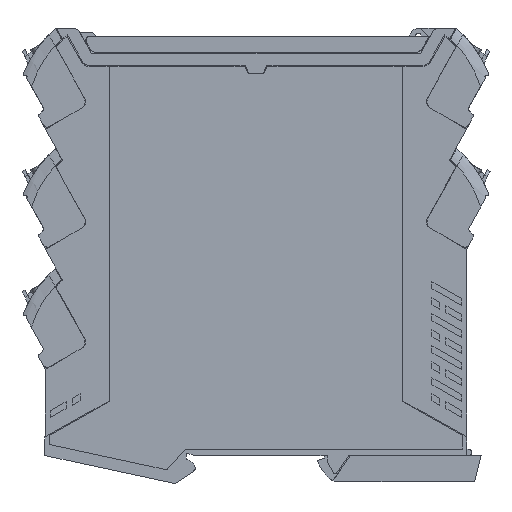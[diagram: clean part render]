
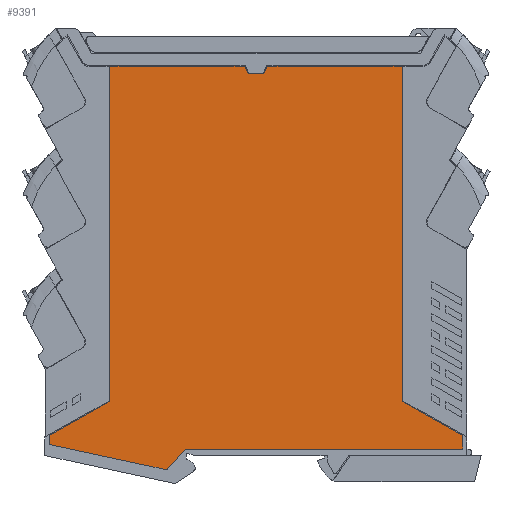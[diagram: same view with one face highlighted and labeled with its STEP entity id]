
A CAD part, left-side view. The second image highlights one B-rep face of the part: STEP entity #9391.
In plain terms, the highlighted planar face has unit normal (-1, 0, 0).
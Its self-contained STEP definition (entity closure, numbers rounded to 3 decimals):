
#9321=AXIS2_PLACEMENT_3D('Plane Axis2P3D',#9318,#9319,#9320) ;
#5655=CARTESIAN_POINT('Line Origine',(0.,41.552,8.624)) ;
#5659=CARTESIAN_POINT('Vertex',(0.,76.332,8.624)) ;
#5661=CARTESIAN_POINT('Vertex',(0.,71.38,8.624)) ;
#5673=CARTESIAN_POINT('Vertex',(0.,6.773,8.624)) ;
#5676=CARTESIAN_POINT('Line Origine',(0.,41.552,8.624)) ;
#5699=CARTESIAN_POINT('Vertex',(0.,6.773,12.04)) ;
#5702=CARTESIAN_POINT('Line Origine',(0.,6.773,10.332)) ;
#5724=CARTESIAN_POINT('Vertex',(0.,22.005,20.571)) ;
#5727=CARTESIAN_POINT('Line Origine',(0.,14.389,16.305)) ;
#5749=CARTESIAN_POINT('Vertex',(0.,22.005,104.524)) ;
#5752=CARTESIAN_POINT('Line Origine',(0.,22.005,62.547)) ;
#5769=CARTESIAN_POINT('Vertex',(0.,55.774,104.524)) ;
#5772=CARTESIAN_POINT('Line Origine',(0.,54.024,104.524)) ;
#5776=CARTESIAN_POINT('Vertex',(0.,52.274,104.524)) ;
#5779=CARTESIAN_POINT('Line Origine',(0.,37.14,104.524)) ;
#5802=CARTESIAN_POINT('Vertex',(0.,56.66,102.624)) ;
#5805=CARTESIAN_POINT('Line Origine',(0.,56.217,103.574)) ;
#5827=CARTESIAN_POINT('Vertex',(0.,60.55,102.624)) ;
#5830=CARTESIAN_POINT('Line Origine',(0.,58.605,102.624)) ;
#5852=CARTESIAN_POINT('Vertex',(0.,61.436,104.524)) ;
#5855=CARTESIAN_POINT('Line Origine',(0.,60.993,103.574)) ;
#5868=CARTESIAN_POINT('Line Origine',(0.,63.186,104.524)) ;
#5872=CARTESIAN_POINT('Vertex',(0.,64.936,104.524)) ;
#5879=CARTESIAN_POINT('Vertex',(0.,95.205,104.524)) ;
#5882=CARTESIAN_POINT('Line Origine',(0.,80.07,104.524)) ;
#5905=CARTESIAN_POINT('Vertex',(0.,95.205,20.571)) ;
#5908=CARTESIAN_POINT('Line Origine',(0.,95.205,38.563)) ;
#5912=CARTESIAN_POINT('Vertex',(0.,95.205,56.555)) ;
#5915=CARTESIAN_POINT('Line Origine',(0.,95.205,80.54)) ;
#9318=CARTESIAN_POINT('Axis2P3D Location',(0.,58.605,7.024)) ;
#9324=CARTESIAN_POINT('Control Point',(0.,95.205,20.571)) ;
#9325=CARTESIAN_POINT('Control Point',(0.,100.282,17.727)) ;
#9326=CARTESIAN_POINT('Control Point',(0.,105.36,14.884)) ;
#9327=CARTESIAN_POINT('Control Point',(0.,110.437,12.04)) ;
#9328=CARTESIAN_POINT('Vertex',(0.,110.437,12.04)) ;
#9332=CARTESIAN_POINT('Control Point',(0.,110.437,12.04)) ;
#9333=CARTESIAN_POINT('Control Point',(0.,110.437,11.284)) ;
#9334=CARTESIAN_POINT('Control Point',(0.,110.437,10.528)) ;
#9335=CARTESIAN_POINT('Control Point',(0.,110.437,9.771)) ;
#9336=CARTESIAN_POINT('Vertex',(0.,110.437,9.771)) ;
#9340=CARTESIAN_POINT('Control Point',(0.,110.437,9.771)) ;
#9341=CARTESIAN_POINT('Control Point',(0.,100.586,7.652)) ;
#9342=CARTESIAN_POINT('Control Point',(0.,90.735,5.532)) ;
#9343=CARTESIAN_POINT('Control Point',(0.,80.884,3.413)) ;
#9344=CARTESIAN_POINT('Vertex',(0.,80.884,3.413)) ;
#9348=CARTESIAN_POINT('Control Point',(0.,80.884,3.413)) ;
#9349=CARTESIAN_POINT('Control Point',(0.,79.526,4.968)) ;
#9350=CARTESIAN_POINT('Control Point',(0.,78.168,6.522)) ;
#9351=CARTESIAN_POINT('Control Point',(0.,76.81,8.077)) ;
#9352=CARTESIAN_POINT('Vertex',(0.,76.81,8.077)) ;
#9356=CARTESIAN_POINT('Control Point',(0.,76.81,8.077)) ;
#9357=CARTESIAN_POINT('Control Point',(0.,76.808,8.079)) ;
#9358=CARTESIAN_POINT('Control Point',(0.,76.807,8.08)) ;
#9359=CARTESIAN_POINT('Control Point',(0.,76.805,8.082)) ;
#9360=CARTESIAN_POINT('Vertex',(0.,76.805,8.082)) ;
#9364=CARTESIAN_POINT('Control Point',(0.,76.805,8.082)) ;
#9365=CARTESIAN_POINT('Control Point',(0.,76.647,8.263)) ;
#9366=CARTESIAN_POINT('Control Point',(0.,76.49,8.443)) ;
#9367=CARTESIAN_POINT('Control Point',(0.,76.332,8.624)) ;
#5656=DIRECTION('Vector Direction',(0.,1.,0.)) ;
#5677=DIRECTION('Vector Direction',(0.,1.,0.)) ;
#5703=DIRECTION('Vector Direction',(0.,0.,1.)) ;
#5728=DIRECTION('Vector Direction',(0.,0.872,0.489)) ;
#5753=DIRECTION('Vector Direction',(0.,0.,1.)) ;
#5773=DIRECTION('Vector Direction',(0.,1.,0.)) ;
#5780=DIRECTION('Vector Direction',(0.,1.,0.)) ;
#5806=DIRECTION('Vector Direction',(0.,-0.423,0.906)) ;
#5831=DIRECTION('Vector Direction',(0.,1.,0.)) ;
#5856=DIRECTION('Vector Direction',(0.,0.423,0.906)) ;
#5869=DIRECTION('Vector Direction',(0.,1.,0.)) ;
#5883=DIRECTION('Vector Direction',(0.,1.,0.)) ;
#5909=DIRECTION('Vector Direction',(0.,0.,-1.)) ;
#5916=DIRECTION('Vector Direction',(0.,0.,-1.)) ;
#9319=DIRECTION('Axis2P3D Direction',(-1.,0.,0.)) ;
#9320=DIRECTION('Axis2P3D XDirection',(0.,1.,0.)) ;
#5657=VECTOR('Line Direction',#5656,1.) ;
#5678=VECTOR('Line Direction',#5677,1.) ;
#5704=VECTOR('Line Direction',#5703,1.) ;
#5729=VECTOR('Line Direction',#5728,1.) ;
#5754=VECTOR('Line Direction',#5753,1.) ;
#5774=VECTOR('Line Direction',#5773,1.) ;
#5781=VECTOR('Line Direction',#5780,1.) ;
#5807=VECTOR('Line Direction',#5806,1.) ;
#5832=VECTOR('Line Direction',#5831,1.) ;
#5857=VECTOR('Line Direction',#5856,1.) ;
#5870=VECTOR('Line Direction',#5869,1.) ;
#5884=VECTOR('Line Direction',#5883,1.) ;
#5910=VECTOR('Line Direction',#5909,1.) ;
#5917=VECTOR('Line Direction',#5916,1.) ;
#9370=ORIENTED_EDGE('',*,*,#5680,.T.) ;
#9371=ORIENTED_EDGE('',*,*,#5706,.T.) ;
#9372=ORIENTED_EDGE('',*,*,#5731,.T.) ;
#9373=ORIENTED_EDGE('',*,*,#5756,.T.) ;
#9374=ORIENTED_EDGE('',*,*,#5783,.T.) ;
#9375=ORIENTED_EDGE('',*,*,#5778,.T.) ;
#9376=ORIENTED_EDGE('',*,*,#5809,.T.) ;
#9377=ORIENTED_EDGE('',*,*,#5834,.T.) ;
#9378=ORIENTED_EDGE('',*,*,#5859,.T.) ;
#9379=ORIENTED_EDGE('',*,*,#5874,.T.) ;
#9380=ORIENTED_EDGE('',*,*,#5886,.T.) ;
#9381=ORIENTED_EDGE('',*,*,#5919,.T.) ;
#9382=ORIENTED_EDGE('',*,*,#5914,.T.) ;
#9383=ORIENTED_EDGE('',*,*,#9330,.T.) ;
#9384=ORIENTED_EDGE('',*,*,#9338,.T.) ;
#9385=ORIENTED_EDGE('',*,*,#9346,.T.) ;
#9386=ORIENTED_EDGE('',*,*,#9354,.T.) ;
#9387=ORIENTED_EDGE('',*,*,#9362,.T.) ;
#9388=ORIENTED_EDGE('',*,*,#9368,.T.) ;
#9389=ORIENTED_EDGE('',*,*,#5663,.T.) ;
#9391=ADVANCED_FACE('GEHAEUSE',(#9390),#9322,.T.) ;
#9323=B_SPLINE_CURVE_WITH_KNOTS('',3,(#9324,#9325,#9326,#9327),.UNSPECIFIED.,.F.,.U.,(4,4),(0.,17.458),.UNSPECIFIED.) ;
#9331=B_SPLINE_CURVE_WITH_KNOTS('',3,(#9332,#9333,#9334,#9335),.UNSPECIFIED.,.F.,.U.,(4,4),(0.,2.269),.UNSPECIFIED.) ;
#9339=B_SPLINE_CURVE_WITH_KNOTS('',3,(#9340,#9341,#9342,#9343),.UNSPECIFIED.,.F.,.U.,(4,4),(0.,30.229),.UNSPECIFIED.) ;
#9347=B_SPLINE_CURVE_WITH_KNOTS('',3,(#9348,#9349,#9350,#9351),.UNSPECIFIED.,.F.,.U.,(4,4),(0.,6.193),.UNSPECIFIED.) ;
#9355=B_SPLINE_CURVE_WITH_KNOTS('',3,(#9356,#9357,#9358,#9359),.UNSPECIFIED.,.F.,.U.,(4,4),(0.,0.007),.UNSPECIFIED.) ;
#9363=B_SPLINE_CURVE_WITH_KNOTS('',3,(#9364,#9365,#9366,#9367),.UNSPECIFIED.,.F.,.U.,(4,4),(0.,0.719),.UNSPECIFIED.) ;
#5663=EDGE_CURVE('',#5660,#5662,#5658,.F.) ;
#5680=EDGE_CURVE('',#5662,#5674,#5679,.F.) ;
#5706=EDGE_CURVE('',#5674,#5700,#5705,.T.) ;
#5731=EDGE_CURVE('',#5700,#5725,#5730,.T.) ;
#5756=EDGE_CURVE('',#5725,#5750,#5755,.T.) ;
#5778=EDGE_CURVE('',#5777,#5770,#5775,.T.) ;
#5783=EDGE_CURVE('',#5750,#5777,#5782,.T.) ;
#5809=EDGE_CURVE('',#5770,#5803,#5808,.F.) ;
#5834=EDGE_CURVE('',#5803,#5828,#5833,.T.) ;
#5859=EDGE_CURVE('',#5828,#5853,#5858,.T.) ;
#5874=EDGE_CURVE('',#5853,#5873,#5871,.T.) ;
#5886=EDGE_CURVE('',#5873,#5880,#5885,.T.) ;
#5914=EDGE_CURVE('',#5913,#5906,#5911,.T.) ;
#5919=EDGE_CURVE('',#5880,#5913,#5918,.T.) ;
#9330=EDGE_CURVE('',#5906,#9329,#9323,.T.) ;
#9338=EDGE_CURVE('',#9329,#9337,#9331,.T.) ;
#9346=EDGE_CURVE('',#9337,#9345,#9339,.T.) ;
#9354=EDGE_CURVE('',#9345,#9353,#9347,.T.) ;
#9362=EDGE_CURVE('',#9353,#9361,#9355,.T.) ;
#9368=EDGE_CURVE('',#9361,#5660,#9363,.T.) ;
#9369=EDGE_LOOP('',(#9370,#9371,#9372,#9373,#9374,#9375,#9376,#9377,#9378,#9379,#9380,#9381,#9382,#9383,#9384,#9385,#9386,#9387,#9388,#9389)) ;
#9390=FACE_OUTER_BOUND('',#9369,.T.) ;
#5658=LINE('Line',#5655,#5657) ;
#5679=LINE('Line',#5676,#5678) ;
#5705=LINE('Line',#5702,#5704) ;
#5730=LINE('Line',#5727,#5729) ;
#5755=LINE('Line',#5752,#5754) ;
#5775=LINE('Line',#5772,#5774) ;
#5782=LINE('Line',#5779,#5781) ;
#5808=LINE('Line',#5805,#5807) ;
#5833=LINE('Line',#5830,#5832) ;
#5858=LINE('Line',#5855,#5857) ;
#5871=LINE('Line',#5868,#5870) ;
#5885=LINE('Line',#5882,#5884) ;
#5911=LINE('Line',#5908,#5910) ;
#5918=LINE('Line',#5915,#5917) ;
#9322=PLANE('',#9321) ;
#5660=VERTEX_POINT('',#5659) ;
#5662=VERTEX_POINT('',#5661) ;
#5674=VERTEX_POINT('',#5673) ;
#5700=VERTEX_POINT('',#5699) ;
#5725=VERTEX_POINT('',#5724) ;
#5750=VERTEX_POINT('',#5749) ;
#5770=VERTEX_POINT('',#5769) ;
#5777=VERTEX_POINT('',#5776) ;
#5803=VERTEX_POINT('',#5802) ;
#5828=VERTEX_POINT('',#5827) ;
#5853=VERTEX_POINT('',#5852) ;
#5873=VERTEX_POINT('',#5872) ;
#5880=VERTEX_POINT('',#5879) ;
#5906=VERTEX_POINT('',#5905) ;
#5913=VERTEX_POINT('',#5912) ;
#9329=VERTEX_POINT('',#9328) ;
#9337=VERTEX_POINT('',#9336) ;
#9345=VERTEX_POINT('',#9344) ;
#9353=VERTEX_POINT('',#9352) ;
#9361=VERTEX_POINT('',#9360) ;
